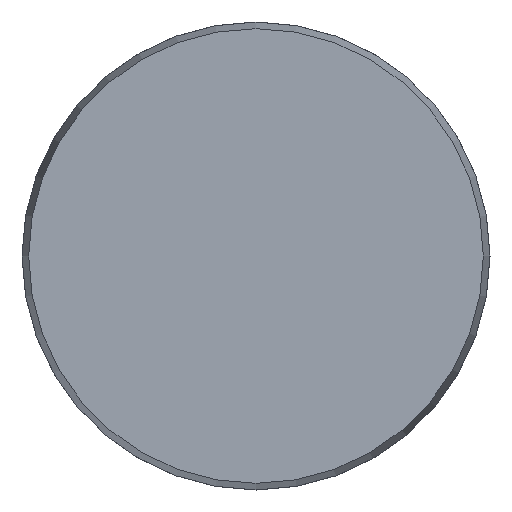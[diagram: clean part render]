
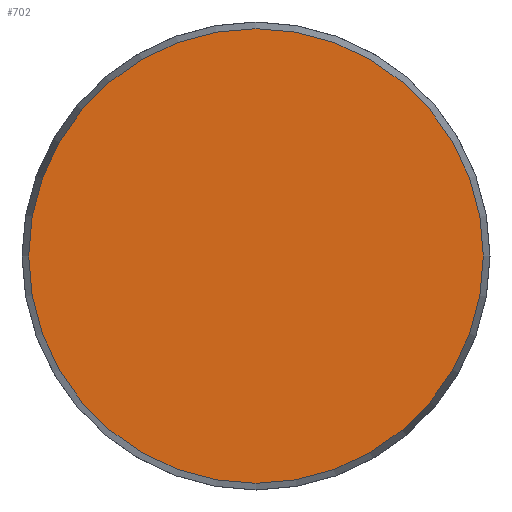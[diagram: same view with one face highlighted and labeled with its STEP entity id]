
A CAD part, front view. The second image highlights one B-rep face of the part: STEP entity #702.
In plain terms, the highlighted planar face has unit normal (0, -1, 0).
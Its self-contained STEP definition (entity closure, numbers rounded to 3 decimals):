
#2 = ORIENTED_EDGE ( 'NONE', *, *, #680, .T. ) ;
#72 = DIRECTION ( 'NONE',  ( 0., 1., 0. ) ) ;
#84 = DIRECTION ( 'NONE',  ( 0., -1., 0. ) ) ;
#121 = AXIS2_PLACEMENT_3D ( 'NONE', #197, #72, #212 ) ;
#126 = DIRECTION ( 'NONE',  ( 0., 0., -1. ) ) ;
#130 = FACE_OUTER_BOUND ( 'NONE', #773, .T. ) ;
#161 = VERTEX_POINT ( 'NONE', #668 ) ;
#197 = CARTESIAN_POINT ( 'NONE',  ( -29.143, 0., 0. ) ) ;
#212 = DIRECTION ( 'NONE',  ( 0., 0., 1. ) ) ;
#378 = PLANE ( 'NONE',  #121 ) ;
#531 = AXIS2_PLACEMENT_3D ( 'NONE', #699, #84, #126 ) ;
#668 = CARTESIAN_POINT ( 'NONE',  ( 0., 0., -29.143 ) ) ;
#680 = EDGE_CURVE ( 'NONE', #161, #161, #782, .T. ) ;
#699 = CARTESIAN_POINT ( 'NONE',  ( 0., 0., 0. ) ) ;
#702 = ADVANCED_FACE ( 'NONE', ( #130 ), #378, .F. ) ;
#773 = EDGE_LOOP ( 'NONE', ( #2 ) ) ;
#782 = CIRCLE ( 'NONE', #531, 29.143 ) ;
